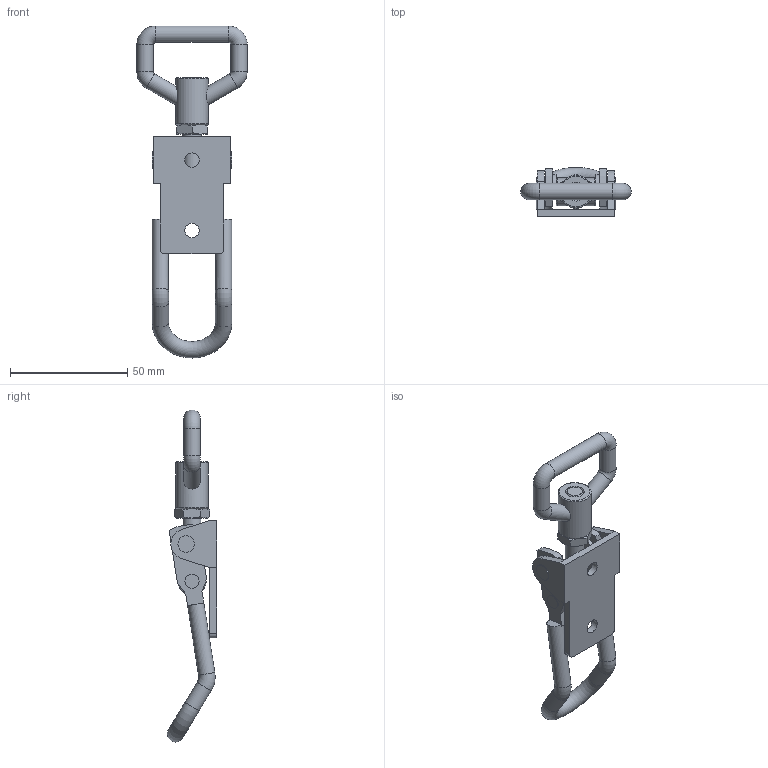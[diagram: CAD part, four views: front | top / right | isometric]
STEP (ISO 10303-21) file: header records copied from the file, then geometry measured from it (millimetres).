
FILE_DESCRIPTION( ( 'STEP AP214' ), '1' );
FILE_NAME( 'K0051.1611451.stp', '2019-05-29T15:02:36', ( '' ), ( '' ), ' ', 'PARTsolutions', ' ' );
FILE_SCHEMA( ( 'AUTOMOTIVE_DESIGN { 1 0 10303 214 1 1 1 1 }' ) );
Length unit declared in the file: millimetre
Products named in the file (7): K0051.1611451; _K0051.1611451_dummy.; _K0051_halter_2720_GH; _K0051_griffK0051.1611451; _K0051_spindel_8; _K0051_verschluss_8; _M 8_mutter
Assembly tree (6 placements, depth 2):
  K0051.1611451
    _K0051.1611451_dummy.
    _K0051_halter_2720_GH
    _K0051_griffK0051.1611451
    _K0051_spindel_8
    _K0051_verschluss_8
    _M 8_mutter
Bounding box: 47 x 21.03 x 141.39 mm (x, y, z)
Volume: 24422.1 mm3; surface area: 16651.4 mm2
Topology: 5 solids, 5 shells, 123 faces, 281 edges, 176 vertices
Faces by surface type: plane 61, cylinder 34, cone 17, torus 11
Full cylindrical faces by diameter (mm): 6 x8, 6.1 x2, 6.647 x2, 7 x11, 8 x1, 9.5 x2, 12 x1, 14 x1
Entity records: 4474 total; most frequent: CARTESIAN_POINT 819, DIRECTION 546, ORIENTED_EDGE 444, AXIS2_PLACEMENT_3D 222, EDGE_CURVE 222, EDGE_LOOP 194, FACE_OUTER_BOUND 162, VERTEX_POINT 162
